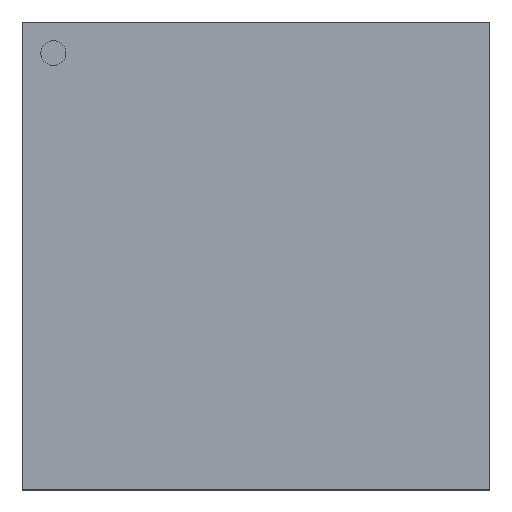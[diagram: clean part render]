
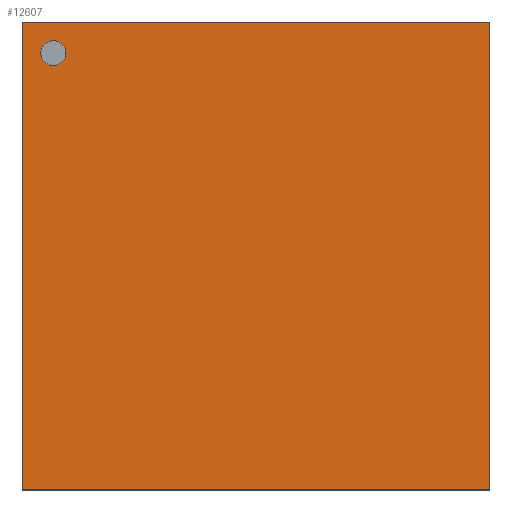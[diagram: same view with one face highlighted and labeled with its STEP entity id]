
A CAD part, top view. The second image highlights one B-rep face of the part: STEP entity #12607.
In plain terms, the highlighted planar face has unit normal (0, 0, 1).
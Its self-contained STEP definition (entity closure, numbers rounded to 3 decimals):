
#16=FACE_BOUND('',#1909,.T.);
#20=CIRCLE('',#13545,0.4);
#1100=FACE_OUTER_BOUND('',#1908,.T.);
#1908=EDGE_LOOP('',(#10990,#10991,#10992,#10993));
#1909=EDGE_LOOP('',(#10994));
#3505=LINE('',#20238,#5104);
#3509=LINE('',#20246,#5108);
#3512=LINE('',#20252,#5111);
#3515=LINE('',#20257,#5114);
#5104=VECTOR('',#16748,15.);
#5108=VECTOR('',#16754,15.);
#5111=VECTOR('',#16759,15.);
#5114=VECTOR('',#16764,15.);
#6175=VERTEX_POINT('',#20232);
#6176=VERTEX_POINT('',#20236);
#6177=VERTEX_POINT('',#20237);
#6180=VERTEX_POINT('',#20245);
#6182=VERTEX_POINT('',#20251);
#7776=EDGE_CURVE('',#6175,#6175,#20,.T.);
#7777=EDGE_CURVE('',#6176,#6177,#3505,.T.);
#7781=EDGE_CURVE('',#6177,#6180,#3509,.T.);
#7784=EDGE_CURVE('',#6180,#6182,#3512,.T.);
#7787=EDGE_CURVE('',#6182,#6176,#3515,.T.);
#10990=ORIENTED_EDGE('',*,*,#7777,.F.);
#10991=ORIENTED_EDGE('',*,*,#7787,.F.);
#10992=ORIENTED_EDGE('',*,*,#7784,.F.);
#10993=ORIENTED_EDGE('',*,*,#7781,.F.);
#10994=ORIENTED_EDGE('',*,*,#7776,.T.);
#11802=PLANE('',#13552);
#12607=ADVANCED_FACE('',(#1100,#16),#11802,.T.);
#13545=AXIS2_PLACEMENT_3D('',#20233,#16742,#16743);
#13552=AXIS2_PLACEMENT_3D('',#20260,#16768,#16769);
#16742=DIRECTION('center_axis',(0.,0.,
-1.));
#16743=DIRECTION('ref_axis',(1.,0.,0.));
#16748=DIRECTION('',(-1.,0.,0.));
#16754=DIRECTION('',(0.,1.,0.));
#16759=DIRECTION('',(1.,0.,0.));
#16764=DIRECTION('',(0.,-1.,0.));
#16768=DIRECTION('center_axis',(0.,0.,
1.));
#16769=DIRECTION('ref_axis',(1.,0.,0.));
#20232=CARTESIAN_POINT('',(-6.1,6.5,4.42));
#20233=CARTESIAN_POINT('Origin',(-6.5,6.5,4.42));
#20236=CARTESIAN_POINT('',(7.5,-7.5,4.42));
#20237=CARTESIAN_POINT('',(-7.5,-7.5,4.42));
#20238=CARTESIAN_POINT('',(-7.5,-7.5,4.42));
#20245=CARTESIAN_POINT('',(-7.5,7.5,4.42));
#20246=CARTESIAN_POINT('',(-7.5,7.5,4.42));
#20251=CARTESIAN_POINT('',(7.5,7.5,4.42));
#20252=CARTESIAN_POINT('',(7.5,7.5,4.42));
#20257=CARTESIAN_POINT('',(7.5,-7.5,4.42));
#20260=CARTESIAN_POINT('Origin',(0.,0.,4.42));
